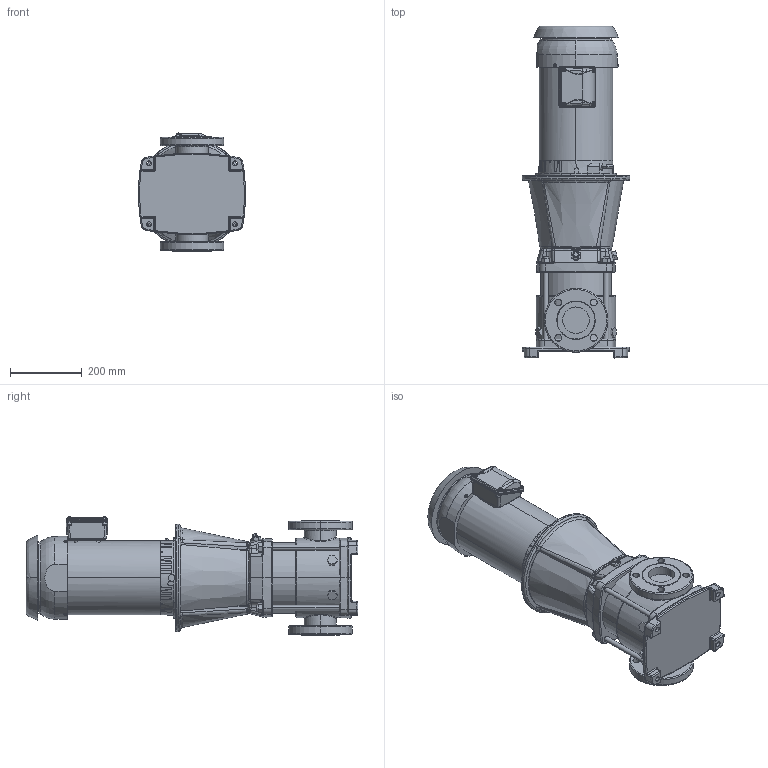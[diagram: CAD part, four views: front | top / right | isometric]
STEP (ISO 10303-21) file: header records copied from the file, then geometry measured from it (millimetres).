
FILE_DESCRIPTION (( 'STEP AP203' ), '1' );
FILE_NAME ('3303091 - MVI-160-1-5 HP-182TC-304-E-208-230_460~3.step', '2022-03-30T18:21:04', ( '' ), ( '' ), 'SwSTEP 2.0', 'SolidWorks 2021', '' );
FILE_SCHEMA (( 'CONFIG_CONTROL_DESIGN' ));
Length unit declared in the file: inch
Products named in the file (5): 3303091 - MVI-160-1-5 HP-182TC-304-E-208-230_460~3; TEFC MOTOR_2700094 - NEMA V2 5 HP 182_4TC 208-230_460~3 TEFC; 2700094 - NEMA V2 5 HP 182_4TC 208-230_460~3 TEFC; MVI PEO - [304-EPDM]_3304091 - MVI-160-1-5 HP-182TC-304-E-S; sbi_n_32-1_ 184TC flange(NEMA)
Assembly tree (4 placements, depth 3):
  3303091 - MVI-160-1-5 HP-182TC-304-E-208-230_460~3
    MVI PEO - [304-EPDM]_3304091 - MVI-160-1-5 HP-182TC-304-E-S
      sbi_n_32-1_ 184TC flange(NEMA)
    TEFC MOTOR_2700094 - NEMA V2 5 HP 182_4TC 208-230_460~3 TEFC
      2700094 - NEMA V2 5 HP 182_4TC 208-230_460~3 TEFC
Bounding box: 300 x 926.92 x 330.29 mm (x, y, z)
Volume: 37042516.3 mm3; surface area: 1373257.1 mm2
Topology: 5 solids, 20 shells, 3546 faces, 9214 edges, 5983 vertices
Faces by surface type: plane 1685, cylinder 1384, bspline 322, cone 112, torus 43
Entity records: 135894 total; most frequent: CARTESIAN_POINT 49966, ORIENTED_EDGE 18354, DIRECTION 17259, EDGE_CURVE 9177, AXIS2_PLACEMENT_3D 6095, VERTEX_POINT 5983, VECTOR 5069, LINE 5069
